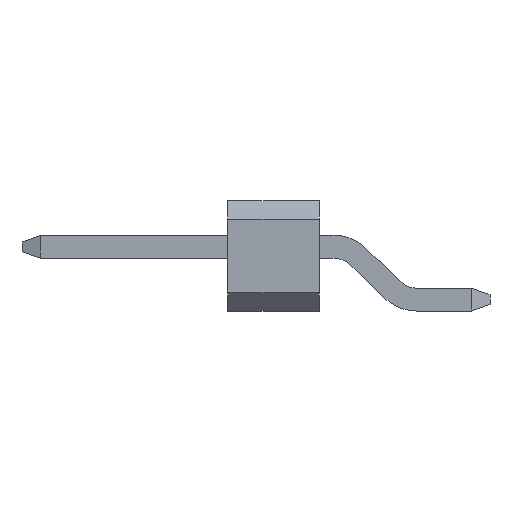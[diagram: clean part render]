
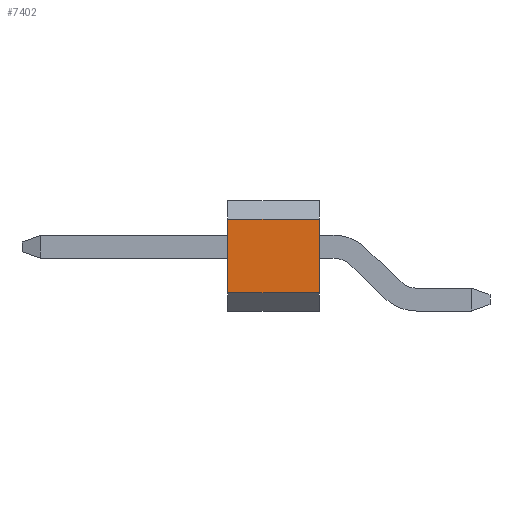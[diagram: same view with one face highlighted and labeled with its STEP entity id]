
A CAD part, left-side view. The second image highlights one B-rep face of the part: STEP entity #7402.
In plain terms, the highlighted planar face has unit normal (-1, 0, 0).
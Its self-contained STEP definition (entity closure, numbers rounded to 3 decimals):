
#17 = EDGE_CURVE ( 'NONE', #4498, #5249, #11164, .T. ) ;
#336 = AXIS2_PLACEMENT_3D ( 'NONE', #13903, #8471, #7473 ) ;
#1712 = VERTEX_POINT ( 'NONE', #7526 ) ;
#2220 = ORIENTED_EDGE ( 'NONE', *, *, #9793, .F. ) ;
#2753 = VECTOR ( 'NONE', #4598, 1000. ) ;
#2896 = LINE ( 'NONE', #11099, #12528 ) ;
#3017 = ORIENTED_EDGE ( 'NONE', *, *, #5503, .T. ) ;
#3053 = CARTESIAN_POINT ( 'NONE',  ( -11.43, 6.096, 0. ) ) ;
#3622 = DIRECTION ( 'NONE',  ( 0., -1., 0. ) ) ;
#3752 = EDGE_CURVE ( 'NONE', #1712, #4498, #11237, .T. ) ;
#4107 = CARTESIAN_POINT ( 'NONE',  ( -11.43, 3.556, 0. ) ) ;
#4498 = VERTEX_POINT ( 'NONE', #13633 ) ;
#4598 = DIRECTION ( 'NONE',  ( 0., 1., 0. ) ) ;
#4694 = LINE ( 'NONE', #3053, #13105 ) ;
#5156 = PLANE ( 'NONE',  #336 ) ;
#5249 = VERTEX_POINT ( 'NONE', #10127 ) ;
#5376 = ORIENTED_EDGE ( 'NONE', *, *, #17, .T. ) ;
#5503 = EDGE_CURVE ( 'NONE', #6587, #1712, #2896, .T. ) ;
#5758 = CARTESIAN_POINT ( 'NONE',  ( -11.43, 6.096, 0.5 ) ) ;
#6376 = DIRECTION ( 'NONE',  ( 0., 0., 1. ) ) ;
#6587 = VERTEX_POINT ( 'NONE', #5758 ) ;
#7402 = ADVANCED_FACE ( 'NONE', ( #13744 ), #5156, .F. ) ;
#7473 = DIRECTION ( 'NONE',  ( 0., 0., -1. ) ) ;
#7526 = CARTESIAN_POINT ( 'NONE',  ( -11.43, 3.556, 0.5 ) ) ;
#8471 = DIRECTION ( 'NONE',  ( 1., 0., 0. ) ) ;
#8672 = VECTOR ( 'NONE', #10763, 1000. ) ;
#9793 = EDGE_CURVE ( 'NONE', #6587, #5249, #4694, .T. ) ;
#10127 = CARTESIAN_POINT ( 'NONE',  ( -11.43, 6.096, 2.548 ) ) ;
#10763 = DIRECTION ( 'NONE',  ( 0., 0., 1. ) ) ;
#11099 = CARTESIAN_POINT ( 'NONE',  ( -11.43, 6.096, 0.5 ) ) ;
#11164 = LINE ( 'NONE', #14291, #2753 ) ;
#11237 = LINE ( 'NONE', #4107, #8672 ) ;
#12528 = VECTOR ( 'NONE', #3622, 1000. ) ;
#13105 = VECTOR ( 'NONE', #6376, 1000. ) ;
#13488 = ORIENTED_EDGE ( 'NONE', *, *, #3752, .T. ) ;
#13633 = CARTESIAN_POINT ( 'NONE',  ( -11.43, 3.556, 2.548 ) ) ;
#13744 = FACE_OUTER_BOUND ( 'NONE', #14300, .T. ) ;
#13903 = CARTESIAN_POINT ( 'NONE',  ( -11.43, 6.096, 0. ) ) ;
#14291 = CARTESIAN_POINT ( 'NONE',  ( -11.43, 6.096, 2.548 ) ) ;
#14300 = EDGE_LOOP ( 'NONE', ( #2220, #3017, #13488, #5376 ) ) ;
